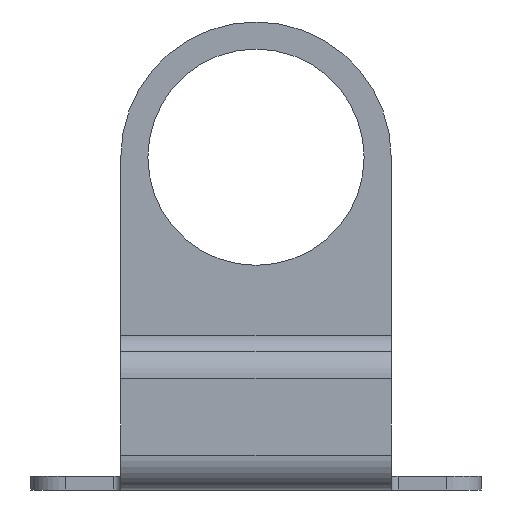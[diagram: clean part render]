
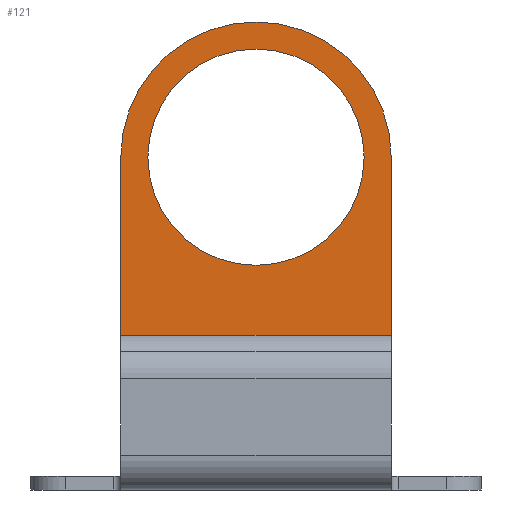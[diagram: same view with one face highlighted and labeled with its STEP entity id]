
A CAD part, front view. The second image highlights one B-rep face of the part: STEP entity #121.
In plain terms, the highlighted planar face has unit normal (0, -1, 0).
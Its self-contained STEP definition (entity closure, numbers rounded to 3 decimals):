
#121 = ADVANCED_FACE( '', ( #271, #272 ), #273, .F. );
#271 = FACE_BOUND( '', #446, .T. );
#272 = FACE_OUTER_BOUND( '', #447, .T. );
#273 = PLANE( '', #448 );
#446 = EDGE_LOOP( '', ( #765 ) );
#447 = EDGE_LOOP( '', ( #766, #767, #768, #769 ) );
#448 = AXIS2_PLACEMENT_3D( '', #770, #771, #772 );
#765 = ORIENTED_EDGE( '', *, *, #1065, .T. );
#766 = ORIENTED_EDGE( '', *, *, #1163, .F. );
#767 = ORIENTED_EDGE( '', *, *, #1164, .T. );
#768 = ORIENTED_EDGE( '', *, *, #1079, .F. );
#769 = ORIENTED_EDGE( '', *, *, #1165, .F. );
#770 = CARTESIAN_POINT( '', ( 32.5, 0., 22. ) );
#771 = DIRECTION( '', ( 0., 1., 0. ) );
#772 = DIRECTION( '', ( 0., 0., 1. ) );
#1065 = EDGE_CURVE( '', #1287, #1287, #1288, .T. );
#1079 = EDGE_CURVE( '', #1312, #1291, #1314, .T. );
#1163 = EDGE_CURVE( '', #1445, #1446, #1447, .T. );
#1164 = EDGE_CURVE( '', #1445, #1291, #1448, .F. );
#1165 = EDGE_CURVE( '', #1446, #1312, #1449, .T. );
#1287 = VERTEX_POINT( '', #1604 );
#1288 = CIRCLE( '', #1605, 15.6 );
#1291 = VERTEX_POINT( '', #1608 );
#1312 = VERTEX_POINT( '', #1635 );
#1314 = LINE( '', #1637, #1638 );
#1445 = VERTEX_POINT( '', #1810 );
#1446 = VERTEX_POINT( '', #1811 );
#1447 = LINE( '', #1812, #1813 );
#1448 = CIRCLE( '', #1814, 19.5 );
#1449 = LINE( '', #1815, #1816 );
#1604 = CARTESIAN_POINT( '', ( 15.6, 0., 0. ) );
#1605 = AXIS2_PLACEMENT_3D( '', #1945, #1946, #1947 );
#1608 = CARTESIAN_POINT( '', ( -19.5, 0., 0. ) );
#1635 = CARTESIAN_POINT( '', ( -19.5, 0., -25.675 ) );
#1637 = CARTESIAN_POINT( '', ( -19.5, 0., 23.9 ) );
#1638 = VECTOR( '', #1972, 1000. );
#1810 = CARTESIAN_POINT( '', ( 19.5, 0., 0. ) );
#1811 = CARTESIAN_POINT( '', ( 19.5, 0., -25.675 ) );
#1812 = CARTESIAN_POINT( '', ( 19.5, 0., 23.9 ) );
#1813 = VECTOR( '', #2092, 1000. );
#1814 = AXIS2_PLACEMENT_3D( '', #2093, #2094, #2095 );
#1815 = CARTESIAN_POINT( '', ( 32.5, 0., -25.675 ) );
#1816 = VECTOR( '', #2096, 1000. );
#1945 = CARTESIAN_POINT( '', ( 0., 0., 0. ) );
#1946 = DIRECTION( '', ( 0., 1., 0. ) );
#1947 = DIRECTION( '', ( 1., 0., 0. ) );
#1972 = DIRECTION( '', ( 0., 0., 1. ) );
#2092 = DIRECTION( '', ( 0., 0., -1. ) );
#2093 = CARTESIAN_POINT( '', ( 0., 0., 0. ) );
#2094 = DIRECTION( '', ( 0., 1., 0. ) );
#2095 = DIRECTION( '', ( 0., 0., 1. ) );
#2096 = DIRECTION( '', ( -1., 0., 0. ) );
